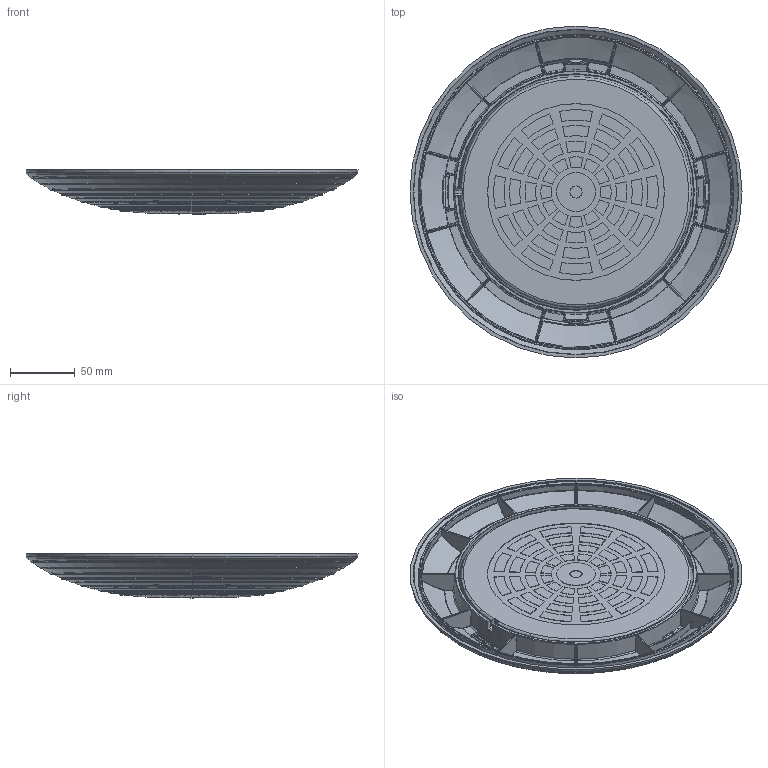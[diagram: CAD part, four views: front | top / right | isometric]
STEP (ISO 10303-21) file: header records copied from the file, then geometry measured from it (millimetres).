
FILE_DESCRIPTION((''),'2;1');
FILE_NAME('213293_ASM','2019-07-31T10:56:59',('pdmadmin'),('BANNER ENGINEERING'),'CREO PARAMETRIC BY PTC INC, 2018300','CREO PARAMETRIC BY PTC INC, 2018300','');
FILE_SCHEMA(('CONFIG_CONTROL_DESIGN'));
Products named in the file (3): 202177; 202176; 213293_ASM
Assembly tree (2 placements, depth 2):
  213293_ASM
    202177
    202176
Bounding box: 255.5 x 255.5 x 34 mm (x, y, z)
Volume: 379729.9 mm3; surface area: 299873.6 mm2
Topology: 2 solids, 27 shells, 2872 faces, 6598 edges, 3841 vertices
Faces by surface type: bspline 1055, cylinder 439, plane 434, cone 391, torus 369, sphere 184
Entity records: 134731 total; most frequent: CARTESIAN_POINT 77981, ORIENTED_EDGE 13088, DIRECTION 10311, EDGE_CURVE 6596, AXIS2_PLACEMENT_3D 4754, VERTEX_POINT 3841, EDGE_LOOP 2971, CIRCLE 2930
